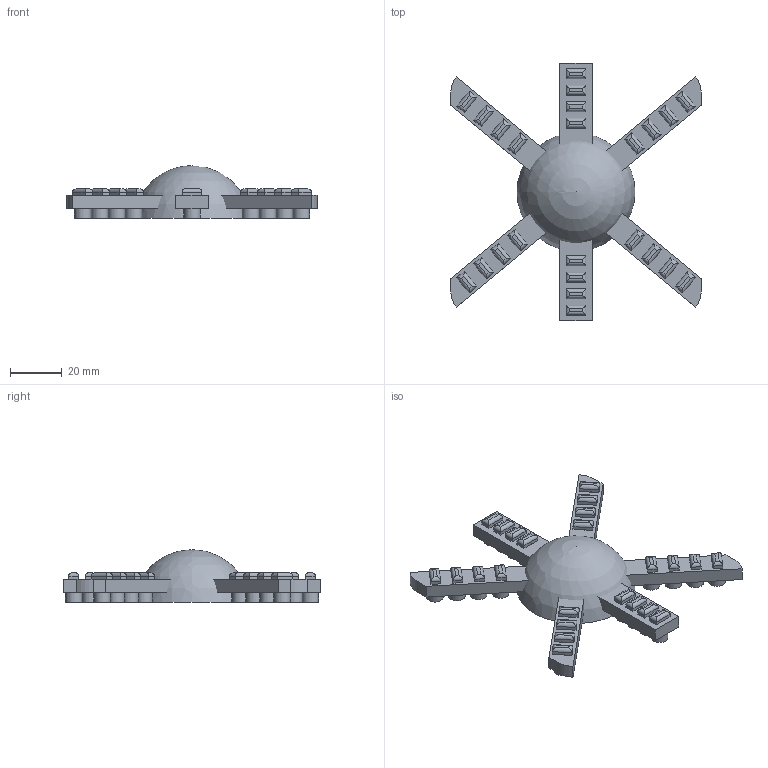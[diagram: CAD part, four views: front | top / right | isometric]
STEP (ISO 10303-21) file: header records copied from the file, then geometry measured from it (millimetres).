
FILE_DESCRIPTION(/* description */ (''),/* implementation_level */ '2;1');
FILE_NAME(/* name */ 'TC0xC_cover_inner.step',/* time_stamp */ '2023-01-04T21:15:42-05:00',/* author */ (''),/* organization */ (''),/* preprocessor_version */ 'ST-DEVELOPER v19.2',/* originating_system */ 'Autodesk Translation Framework v11.17.0.187',/* authorisation */ '');
FILE_SCHEMA (('AUTOMOTIVE_DESIGN { 1 0 10303 214 3 1 1 }'));
Length unit declared in the file: inch
Products named in the file (1): thotcon_cover2
Bounding box: 96.52 x 99.06 x 20.32 mm (x, y, z)
Volume: 41150.5 mm3; surface area: 20814.1 mm2
Topology: 3 solids, 3 shells, 345 faces, 804 edges, 476 vertices
Faces by surface type: plane 189, cylinder 155, sphere 1
Full cylindrical faces by diameter (mm): 3.81 x24, 6.35 x17
Entity records: 9789 total; most frequent: DIRECTION 1759, CARTESIAN_POINT 1625, ORIENTED_EDGE 1606, EDGE_CURVE 803, AXIS2_PLACEMENT_3D 610, LINE 539, VECTOR 539, VERTEX_POINT 476
